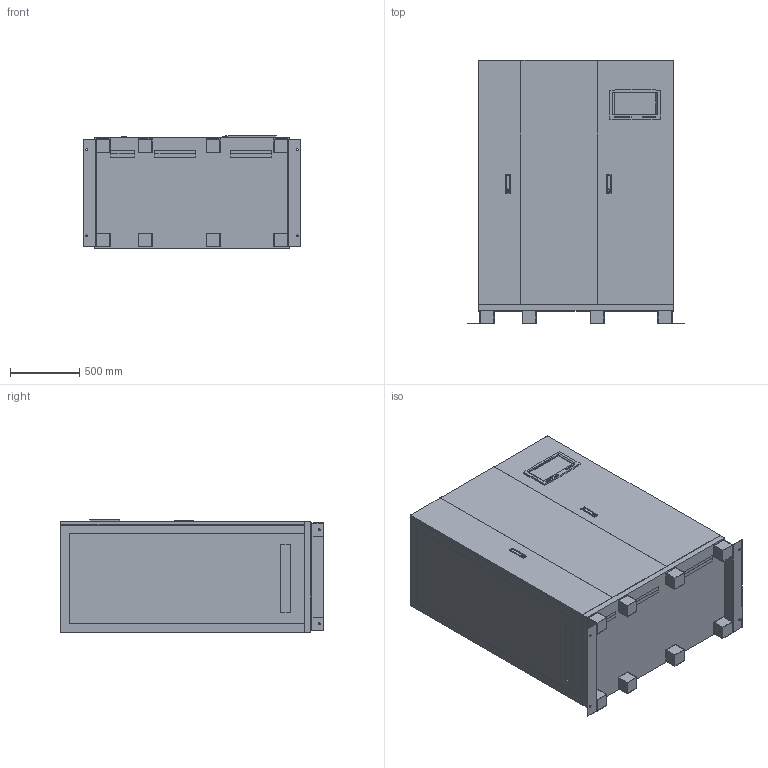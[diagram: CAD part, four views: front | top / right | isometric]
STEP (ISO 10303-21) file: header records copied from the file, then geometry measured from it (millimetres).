
FILE_DESCRIPTION (( 'STEP AP214' ), '1' );
FILE_NAME ('AEL1100-SM.STEP', '2025-09-12T18:52:47', ( '' ), ( '' ), 'SwSTEP 2.0', 'SolidWorks 2016', '' );
FILE_SCHEMA (( 'AUTOMOTIVE_DESIGN' ));
Length unit declared in the file: inch
Products named in the file (7): 5011-162; ADisplaly; AEL1100-SM; ALock; ABase1100; AEL1100 A01; AEL1100 Item 1
Assembly tree (8 placements, depth 3):
  AEL1100-SM
    AEL1100 A01
      ABase1100
      AEL1100 Item 1
      ADisplaly
      ALock  x2
    5011-162  x2
Bounding box: 1575.5 x 1903 x 812.7 mm (x, y, z)
Volume: 2033663371.8 mm3; surface area: 14842930.8 mm2
Topology: 7 solids, 7 shells, 514 faces, 1271 edges, 838 vertices
Faces by surface type: plane 396, cylinder 118
Entity records: 13617 total; most frequent: CARTESIAN_POINT 2318, ORIENTED_EDGE 2234, DIRECTION 2231, EDGE_CURVE 1117, LINE 929, VECTOR 929, VERTEX_POINT 738, AXIS2_PLACEMENT_3D 651
